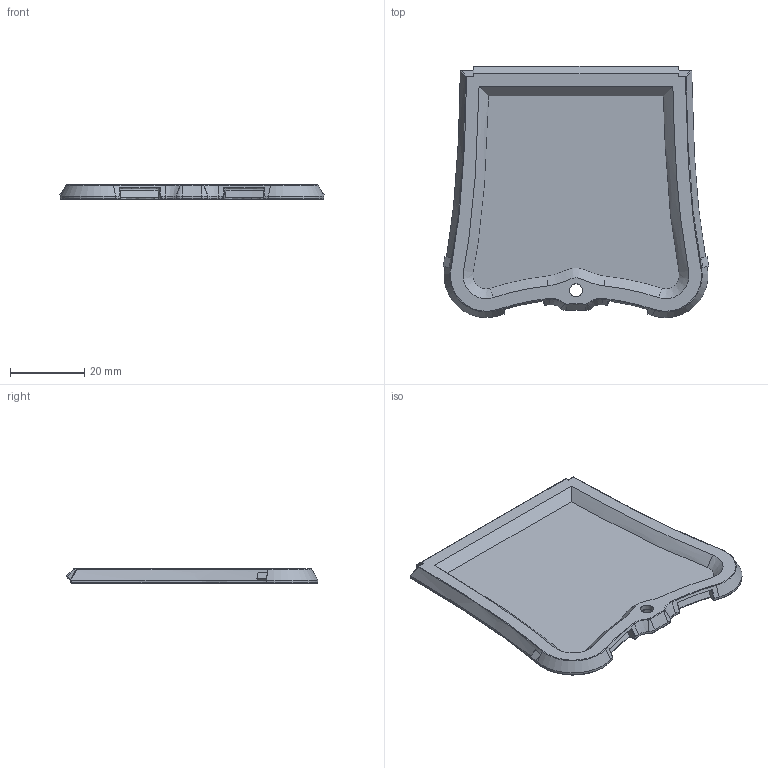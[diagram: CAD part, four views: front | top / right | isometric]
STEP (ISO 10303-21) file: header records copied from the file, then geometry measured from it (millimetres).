
FILE_DESCRIPTION(/* description */ (''),/* implementation_level */ '2;1');
FILE_NAME(/* name */ 'Stealthmax-Latch.step',/* time_stamp */ '2024-06-27T16:22:42-05:00',/* author */ (''),/* organization */ (''),/* preprocessor_version */ 'ST-DEVELOPER v20',/* originating_system */ 'Autodesk Translation Framework v13.14.0.145',/* authorisation */ '');
FILE_SCHEMA (('AUTOMOTIVE_DESIGN { 1 0 10303 214 3 1 1 }'));
Length unit declared in the file: millimetre
Products named in the file (1): Cover
Bounding box: 71.74 x 67.85 x 3.8 mm (x, y, z)
Volume: 8187.7 mm3; surface area: 9632.6 mm2
Topology: 1 solids, 1 shells, 274 faces, 699 edges, 442 vertices
Faces by surface type: plane 116, bspline 66, cylinder 36, torus 29, cone 17, sphere 10
Full cylindrical faces by diameter (mm): 3.5 x1, 6 x1
Entity records: 11058 total; most frequent: CARTESIAN_POINT 4844, ORIENTED_EDGE 1398, DIRECTION 1097, EDGE_CURVE 699, VERTEX_POINT 442, AXIS2_PLACEMENT_3D 378, LINE 341, VECTOR 341
